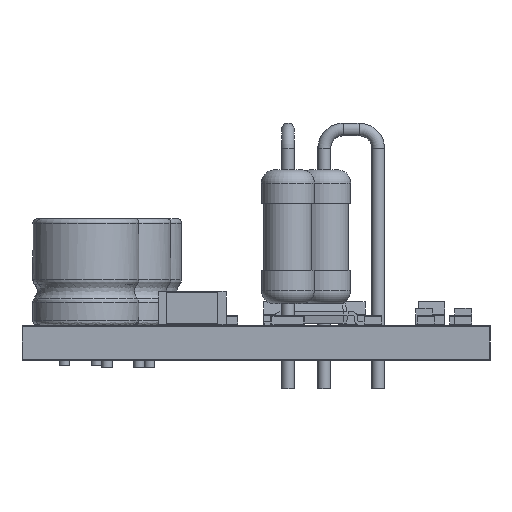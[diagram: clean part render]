
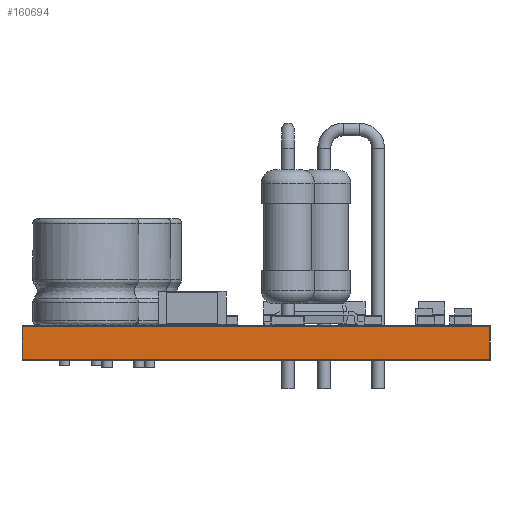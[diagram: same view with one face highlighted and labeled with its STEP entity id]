
A CAD part, left-side view. The second image highlights one B-rep face of the part: STEP entity #160694.
In plain terms, the highlighted planar face has unit normal (-1, 0, 0).
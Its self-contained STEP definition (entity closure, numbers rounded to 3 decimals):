
#160638 = VERTEX_POINT('',#160639);
#160639 = CARTESIAN_POINT('',(-37.,-11.,1.51));
#160645 = EDGE_CURVE('',#160646,#160638,#160648,.T.);
#160646 = VERTEX_POINT('',#160647);
#160647 = CARTESIAN_POINT('',(-37.,-11.,0.));
#160648 = LINE('',#160649,#160650);
#160649 = CARTESIAN_POINT('',(-37.,-11.,0.));
#160650 = VECTOR('',#160651,1.);
#160651 = DIRECTION('',(0.,0.,1.));
#160694 = ADVANCED_FACE('',(#160695),#160720,.T.);
#160695 = FACE_BOUND('',#160696,.T.);
#160696 = EDGE_LOOP('',(#160697,#160698,#160706,#160714));
#160697 = ORIENTED_EDGE('',*,*,#160645,.T.);
#160698 = ORIENTED_EDGE('',*,*,#160699,.T.);
#160699 = EDGE_CURVE('',#160638,#160700,#160702,.T.);
#160700 = VERTEX_POINT('',#160701);
#160701 = CARTESIAN_POINT('',(-37.,11.,1.51));
#160702 = LINE('',#160703,#160704);
#160703 = CARTESIAN_POINT('',(-37.,-11.,1.51));
#160704 = VECTOR('',#160705,1.);
#160705 = DIRECTION('',(0.,1.,0.));
#160706 = ORIENTED_EDGE('',*,*,#160707,.F.);
#160707 = EDGE_CURVE('',#160708,#160700,#160710,.T.);
#160708 = VERTEX_POINT('',#160709);
#160709 = CARTESIAN_POINT('',(-37.,11.,0.));
#160710 = LINE('',#160711,#160712);
#160711 = CARTESIAN_POINT('',(-37.,11.,0.));
#160712 = VECTOR('',#160713,1.);
#160713 = DIRECTION('',(0.,0.,1.));
#160714 = ORIENTED_EDGE('',*,*,#160715,.F.);
#160715 = EDGE_CURVE('',#160646,#160708,#160716,.T.);
#160716 = LINE('',#160717,#160718);
#160717 = CARTESIAN_POINT('',(-37.,-11.,0.));
#160718 = VECTOR('',#160719,1.);
#160719 = DIRECTION('',(0.,1.,0.));
#160720 = PLANE('',#160721);
#160721 = AXIS2_PLACEMENT_3D('',#160722,#160723,#160724);
#160722 = CARTESIAN_POINT('',(-37.,-11.,0.));
#160723 = DIRECTION('',(-1.,0.,0.));
#160724 = DIRECTION('',(0.,1.,0.));
